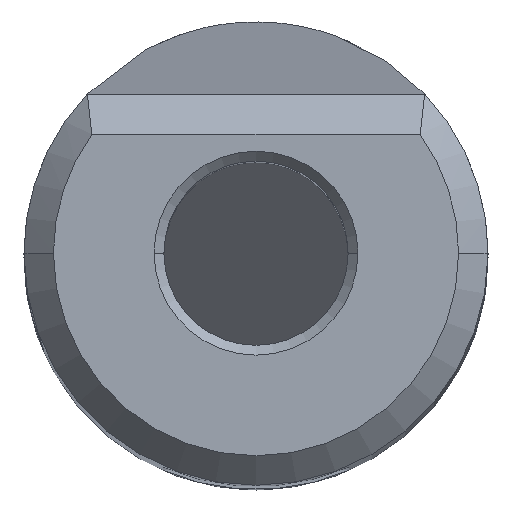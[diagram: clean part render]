
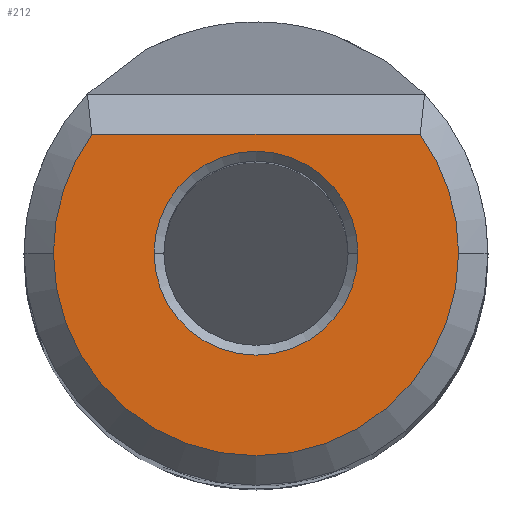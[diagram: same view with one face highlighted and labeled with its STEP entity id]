
A CAD part, top view. The second image highlights one B-rep face of the part: STEP entity #212.
In plain terms, the highlighted planar face has unit normal (0, 0, 1).
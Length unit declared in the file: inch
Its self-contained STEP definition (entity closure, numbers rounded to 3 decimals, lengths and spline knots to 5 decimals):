
#19 = CARTESIAN_POINT ( 'NONE',  ( 0., 0., 0. ) ) ;
#41 = ORIENTED_EDGE ( 'NONE', *, *, #363, .T. ) ;
#57 = CIRCLE ( 'NONE', #544, 0.20622 ) ;
#58 = AXIS2_PLACEMENT_3D ( 'NONE', #745, #290, #471 ) ;
#62 = VERTEX_POINT ( 'NONE', #314 ) ;
#64 = DIRECTION ( 'NONE',  ( 0., 0., 1. ) ) ;
#88 = EDGE_CURVE ( 'NONE', #62, #134, #846, .T. ) ;
#119 = CARTESIAN_POINT ( 'NONE',  ( 0., 0., 0. ) ) ;
#134 = VERTEX_POINT ( 'NONE', #442 ) ;
#135 = DIRECTION ( 'NONE',  ( 0., 0., -1. ) ) ;
#147 = CARTESIAN_POINT ( 'NONE',  ( 0.10375, 0., 0. ) ) ;
#172 = DIRECTION ( 'NONE',  ( 1., 0., 0. ) ) ;
#173 = ORIENTED_EDGE ( 'NONE', *, *, #507, .T. ) ;
#174 = DIRECTION ( 'NONE',  ( 1., 0., 0. ) ) ;
#177 = DIRECTION ( 'NONE',  ( 1., 0., 0. ) ) ;
#212 = ADVANCED_FACE ( 'NONE', ( #298, #406 ), #460, .T. ) ;
#251 = DIRECTION ( 'NONE',  ( 1., 0., 0. ) ) ;
#262 = CARTESIAN_POINT ( 'NONE',  ( 0.20622, 0., 0. ) ) ;
#264 = CARTESIAN_POINT ( 'NONE',  ( 0., 0.12094, 0. ) ) ;
#276 = VERTEX_POINT ( 'NONE', #147 ) ;
#290 = DIRECTION ( 'NONE',  ( 0., 0., 1. ) ) ;
#297 = CIRCLE ( 'NONE', #58, 0.20622 ) ;
#298 = FACE_BOUND ( 'NONE', #644, .T. ) ;
#308 = AXIS2_PLACEMENT_3D ( 'NONE', #119, #763, #174 ) ;
#314 = CARTESIAN_POINT ( 'NONE',  ( 0.16704, 0.12094, 0. ) ) ;
#346 = CARTESIAN_POINT ( 'NONE',  ( -0.20622, 0., 0. ) ) ;
#356 = EDGE_CURVE ( 'NONE', #599, #479, #57, .T. ) ;
#363 = EDGE_CURVE ( 'NONE', #479, #62, #421, .T. ) ;
#405 = AXIS2_PLACEMENT_3D ( 'NONE', #450, #713, #517 ) ;
#406 = FACE_OUTER_BOUND ( 'NONE', #810, .T. ) ;
#421 = CIRCLE ( 'NONE', #308, 0.20622 ) ;
#426 = CARTESIAN_POINT ( 'NONE',  ( -0.10375, 0., 0. ) ) ;
#442 = CARTESIAN_POINT ( 'NONE',  ( -0.16704, 0.12094, 0. ) ) ;
#450 = CARTESIAN_POINT ( 'NONE',  ( 0., 0., 0. ) ) ;
#453 = ORIENTED_EDGE ( 'NONE', *, *, #88, .T. ) ;
#459 = EDGE_CURVE ( 'NONE', #276, #836, #579, .T. ) ;
#460 = PLANE ( 'NONE',  #565 ) ;
#471 = DIRECTION ( 'NONE',  ( 1., 0., 0. ) ) ;
#479 = VERTEX_POINT ( 'NONE', #262 ) ;
#500 = CARTESIAN_POINT ( 'NONE',  ( 0., 0., 0. ) ) ;
#507 = EDGE_CURVE ( 'NONE', #836, #276, #780, .T. ) ;
#517 = DIRECTION ( 'NONE',  ( 1., 0., 0. ) ) ;
#532 = CARTESIAN_POINT ( 'NONE',  ( 0., 0., 0. ) ) ;
#544 = AXIS2_PLACEMENT_3D ( 'NONE', #500, #64, #177 ) ;
#554 = VECTOR ( 'NONE', #587, 39.37008 ) ;
#565 = AXIS2_PLACEMENT_3D ( 'NONE', #19, #670, #172 ) ;
#579 = CIRCLE ( 'NONE', #594, 0.10375 ) ;
#587 = DIRECTION ( 'NONE',  ( -1., 0., 0. ) ) ;
#594 = AXIS2_PLACEMENT_3D ( 'NONE', #532, #135, #251 ) ;
#599 = VERTEX_POINT ( 'NONE', #346 ) ;
#637 = EDGE_CURVE ( 'NONE', #134, #599, #297, .T. ) ;
#644 = EDGE_LOOP ( 'NONE', ( #691, #173 ) ) ;
#670 = DIRECTION ( 'NONE',  ( 0., 0., 1. ) ) ;
#691 = ORIENTED_EDGE ( 'NONE', *, *, #459, .T. ) ;
#708 = ORIENTED_EDGE ( 'NONE', *, *, #356, .T. ) ;
#713 = DIRECTION ( 'NONE',  ( 0., 0., -1. ) ) ;
#745 = CARTESIAN_POINT ( 'NONE',  ( 0., 0., 0. ) ) ;
#763 = DIRECTION ( 'NONE',  ( 0., 0., 1. ) ) ;
#780 = CIRCLE ( 'NONE', #405, 0.10375 ) ;
#795 = ORIENTED_EDGE ( 'NONE', *, *, #637, .T. ) ;
#810 = EDGE_LOOP ( 'NONE', ( #795, #708, #41, #453 ) ) ;
#836 = VERTEX_POINT ( 'NONE', #426 ) ;
#846 = LINE ( 'NONE', #264, #554 ) ;
